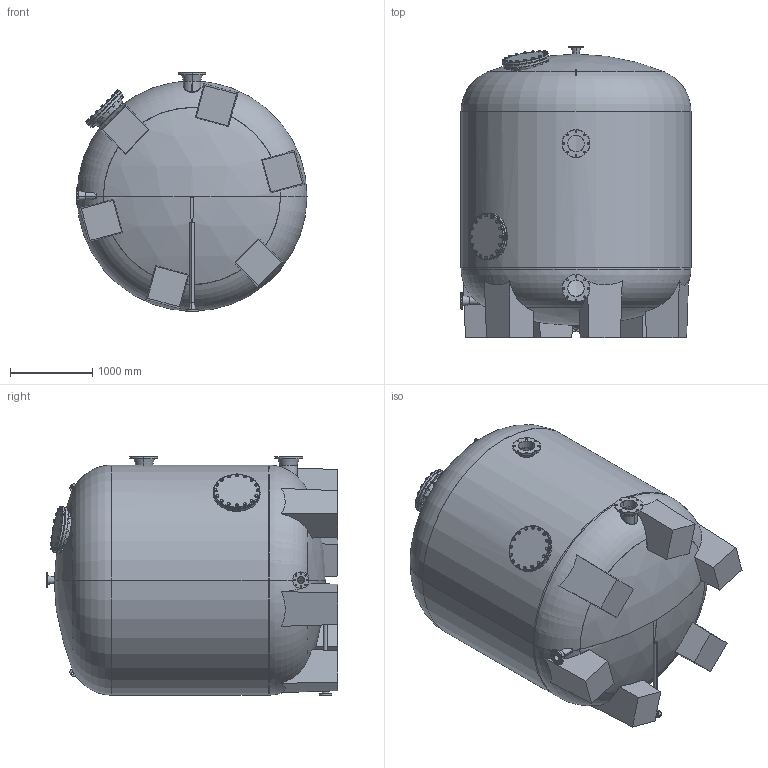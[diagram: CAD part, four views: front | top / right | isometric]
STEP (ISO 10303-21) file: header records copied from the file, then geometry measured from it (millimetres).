
FILE_DESCRIPTION (( 'STEP AP214' ), '1' );
FILE_NAME ('ind_atlantic_280_sb1500.STEP', '2020-12-03T11:58:04', ( '' ), ( '' ), 'SwSTEP 2.0', 'SolidWorks 2019', '' );
FILE_SCHEMA (( 'AUTOMOTIVE_DESIGN' ));
Length unit declared in the file: millimetre
Products named in the file (1): ind_atlantic_280_sb1500
Bounding box: 2800 x 3550 x 2900 mm (x, y, z)
Volume: 625032550 mm3; surface area: 88379519.8 mm2
Topology: 81 solids, 81 shells, 1303 faces, 2930 edges, 1832 vertices
Faces by surface type: cylinder 466, plane 452, cone 304, torus 57, bspline 16, sphere 8
Entity records: 58075 total; most frequent: CARTESIAN_POINT 13050, DIRECTION 6446, ORIENTED_EDGE 5860, EDGE_CURVE 2930, AXIS2_PLACEMENT_3D 2708, VERTEX_POINT 1832, EDGE_LOOP 1646, CIRCLE 1420
